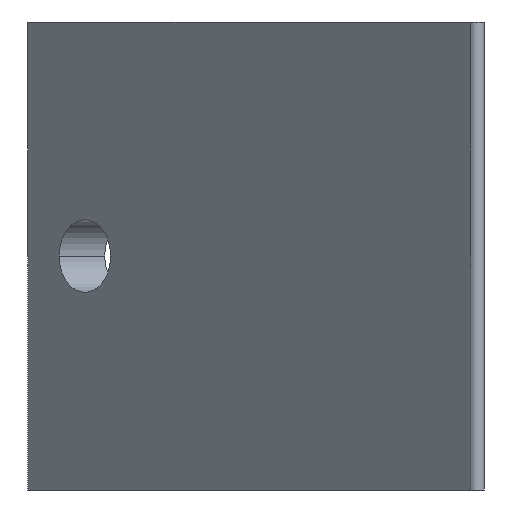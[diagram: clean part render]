
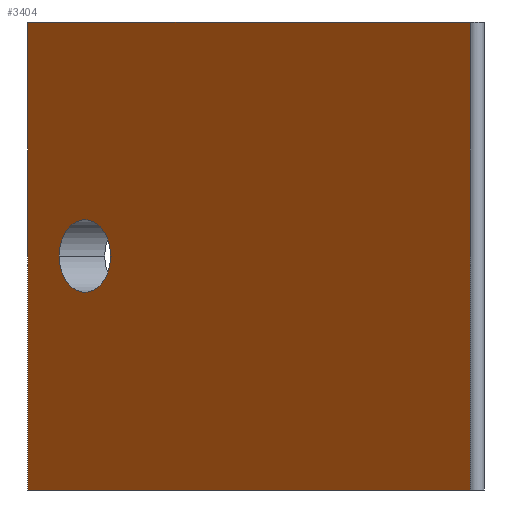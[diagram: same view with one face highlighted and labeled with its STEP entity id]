
A CAD part, left-side view. The second image highlights one B-rep face of the part: STEP entity #3404.
In plain terms, the highlighted planar face has unit normal (-0.707, 0.707, 0).
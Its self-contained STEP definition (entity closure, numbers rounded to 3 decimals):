
#121 = ORIENTED_EDGE ( 'NONE', *, *, #6063, .T. ) ;
#184 = LINE ( 'NONE', #6865, #1270 ) ;
#296 = CIRCLE ( 'NONE', #3743, 4.5 ) ;
#370 = CARTESIAN_POINT ( 'NONE',  ( 10471.824, 2773.385, 29. ) ) ;
#429 = LINE ( 'NONE', #6110, #4497 ) ;
#513 = VERTEX_POINT ( 'NONE', #3391 ) ;
#560 = ORIENTED_EDGE ( 'NONE', *, *, #6177, .T. ) ;
#738 = AXIS2_PLACEMENT_3D ( 'NONE', #2346, #6623, #3402 ) ;
#779 = CIRCLE ( 'NONE', #883, 4.5 ) ;
#883 = AXIS2_PLACEMENT_3D ( 'NONE', #5388, #2215, #5942 ) ;
#993 = VERTEX_POINT ( 'NONE', #370 ) ;
#1084 = FACE_BOUND ( 'NONE', #3660, .T. ) ;
#1124 = VERTEX_POINT ( 'NONE', #2159 ) ;
#1202 = CARTESIAN_POINT ( 'NONE',  ( 10475.713, 2777.274, 0. ) ) ;
#1270 = VECTOR ( 'NONE', #2592, 1000. ) ;
#1373 = LINE ( 'NONE', #4316, #6883 ) ;
#1607 = ORIENTED_EDGE ( 'NONE', *, *, #4464, .F. ) ;
#1943 = EDGE_CURVE ( 'NONE', #513, #993, #296, .T. ) ;
#1976 = EDGE_CURVE ( 'NONE', #1124, #4145, #1373, .T. ) ;
#2106 = EDGE_LOOP ( 'NONE', ( #3711, #6033, #1607, #121 ) ) ;
#2159 = CARTESIAN_POINT ( 'NONE',  ( 10420.852, 2722.412, 0. ) ) ;
#2215 = DIRECTION ( 'NONE',  ( 0.707, -0.707, 0. ) ) ;
#2346 = CARTESIAN_POINT ( 'NONE',  ( 10475.713, 2777.274, 10. ) ) ;
#2372 = DIRECTION ( 'NONE',  ( -0.707, -0.707, 0. ) ) ;
#2418 = CARTESIAN_POINT ( 'NONE',  ( 10475.713, 2777.274, 58. ) ) ;
#2592 = DIRECTION ( 'NONE',  ( 0., 0., -1. ) ) ;
#2688 = ORIENTED_EDGE ( 'NONE', *, *, #1943, .T. ) ;
#2710 = CARTESIAN_POINT ( 'NONE',  ( 10468.642, 2770.203, 29. ) ) ;
#2928 = DIRECTION ( 'NONE',  ( -0.707, -0.707, 0. ) ) ;
#3077 = LINE ( 'NONE', #2418, #6846 ) ;
#3234 = DIRECTION ( 'NONE',  ( 0.707, 0.707, 0. ) ) ;
#3360 = CARTESIAN_POINT ( 'NONE',  ( 10475.713, 2777.274, 58. ) ) ;
#3391 = CARTESIAN_POINT ( 'NONE',  ( 10465.46, 2767.021, 29. ) ) ;
#3402 = DIRECTION ( 'NONE',  ( 0.707, 0.707, 0. ) ) ;
#3404 = ADVANCED_FACE ( 'NONE', ( #1084, #5653 ), #5531, .F. ) ;
#3660 = EDGE_LOOP ( 'NONE', ( #2688, #560 ) ) ;
#3711 = ORIENTED_EDGE ( 'NONE', *, *, #4389, .T. ) ;
#3743 = AXIS2_PLACEMENT_3D ( 'NONE', #2710, #6456, #3234 ) ;
#4145 = VERTEX_POINT ( 'NONE', #6441 ) ;
#4316 = CARTESIAN_POINT ( 'NONE',  ( 10420.852, 2722.412, 10. ) ) ;
#4342 = DIRECTION ( 'NONE',  ( 0., 0., 1. ) ) ;
#4389 = EDGE_CURVE ( 'NONE', #5076, #1124, #429, .T. ) ;
#4464 = EDGE_CURVE ( 'NONE', #5589, #4145, #3077, .T. ) ;
#4497 = VECTOR ( 'NONE', #2372, 1000. ) ;
#5076 = VERTEX_POINT ( 'NONE', #1202 ) ;
#5388 = CARTESIAN_POINT ( 'NONE',  ( 10468.642, 2770.203, 29. ) ) ;
#5531 = PLANE ( 'NONE',  #738 ) ;
#5589 = VERTEX_POINT ( 'NONE', #3360 ) ;
#5653 = FACE_OUTER_BOUND ( 'NONE', #2106, .T. ) ;
#5942 = DIRECTION ( 'NONE',  ( 0.707, 0.707, 0. ) ) ;
#6033 = ORIENTED_EDGE ( 'NONE', *, *, #1976, .T. ) ;
#6063 = EDGE_CURVE ( 'NONE', #5589, #5076, #184, .T. ) ;
#6110 = CARTESIAN_POINT ( 'NONE',  ( 10475.713, 2777.274, 0. ) ) ;
#6177 = EDGE_CURVE ( 'NONE', #993, #513, #779, .T. ) ;
#6441 = CARTESIAN_POINT ( 'NONE',  ( 10420.852, 2722.412, 58. ) ) ;
#6456 = DIRECTION ( 'NONE',  ( 0.707, -0.707, 0. ) ) ;
#6623 = DIRECTION ( 'NONE',  ( 0.707, -0.707, 0. ) ) ;
#6846 = VECTOR ( 'NONE', #2928, 1000. ) ;
#6865 = CARTESIAN_POINT ( 'NONE',  ( 10475.713, 2777.274, 10. ) ) ;
#6883 = VECTOR ( 'NONE', #4342, 1000. ) ;
